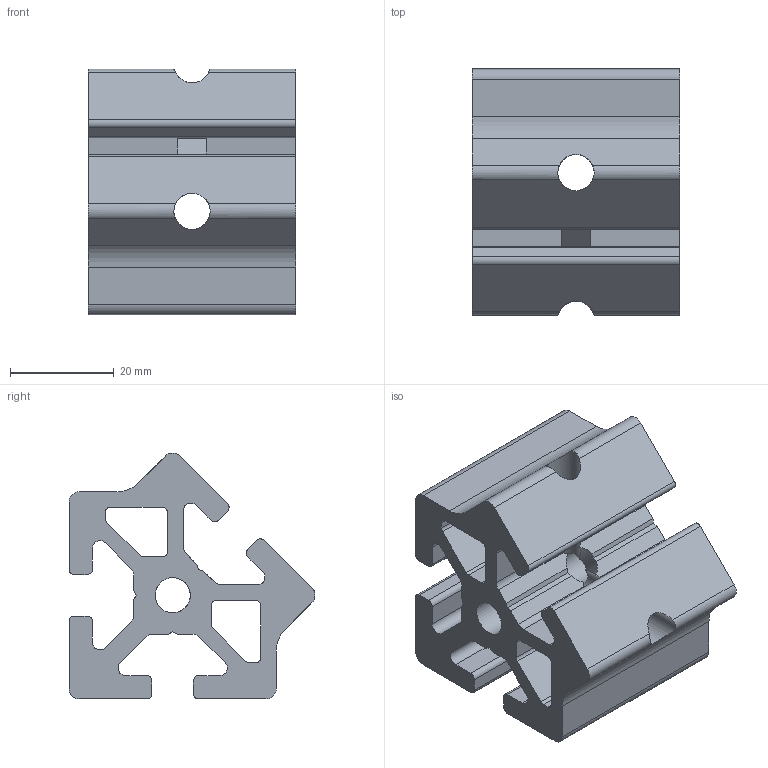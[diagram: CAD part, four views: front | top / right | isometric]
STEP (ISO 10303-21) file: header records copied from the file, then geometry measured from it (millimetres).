
FILE_DESCRIPTION(('STEP AP203'),'2;1');
FILE_NAME('14.155.00.stp','2011-03-28T17:21:00',(''),(''),'2009.3.110','THINKDESIGN','');
FILE_SCHEMA(('CONFIG_CONTROL_DESIGN'));
Length unit declared in the file: millimetre
Bounding box: 40 x 47.46 x 47.46 mm (x, y, z)
Volume: 34998.2 mm3; surface area: 17512 mm2
Topology: 1 solids, 1 shells, 129 faces, 428 edges, 286 vertices
Faces by surface type: plane 68, cylinder 61
Full cylindrical faces by diameter (mm): 6.8 x2, 7 x3
Entity records: 5159 total; most frequent: CARTESIAN_POINT 1258, ORIENTED_EDGE 856, DIRECTION 768, EDGE_CURVE 428, VERTEX_POINT 286, AXIS2_PLACEMENT_3D 264, VECTOR 240, LINE 240
